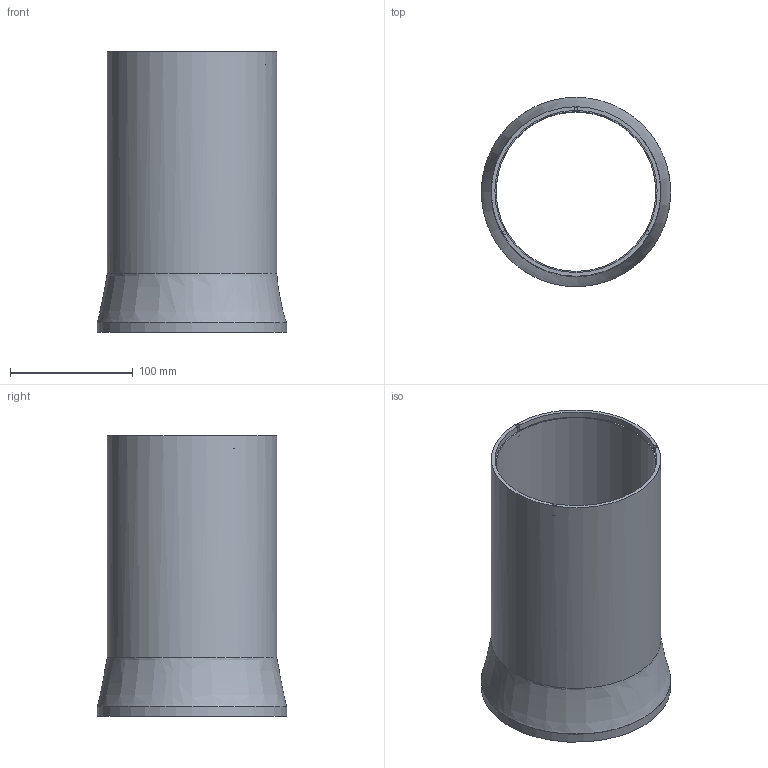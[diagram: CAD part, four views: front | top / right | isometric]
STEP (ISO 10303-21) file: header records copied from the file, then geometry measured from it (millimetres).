
FILE_DESCRIPTION(/* description */ (''),/* implementation_level */ '2;1');
FILE_NAME(/* name */ 'Tube_Segment_1_Primary.step',/* time_stamp */ '2026-01-01T11:50:30-05:00',/* author */ (''),/* organization */ (''),/* preprocessor_version */ 'ST-DEVELOPER v20.1',/* originating_system */ 'Autodesk Translation Framework v14.21.0.0',/* authorisation */ '');
FILE_SCHEMA (('AUTOMOTIVE_DESIGN { 1 0 10303 214 3 1 1 }'));
Length unit declared in the file: millimetre
Products named in the file (1): Tube_Segment_1_Primary
Bounding box: 154 x 154 x 228 mm (x, y, z)
Volume: 474860.7 mm3; surface area: 201514.3 mm2
Topology: 1 solids, 1 shells, 28 faces, 55 edges, 36 vertices
Faces by surface type: cylinder 15, plane 12, bspline 1
Full cylindrical faces by diameter (mm): 3.05 x3, 5.1 x6, 130 x1, 138 x1, 154 x1
Entity records: 1109 total; most frequent: CARTESIAN_POINT 461, DIRECTION 144, ORIENTED_EDGE 110, AXIS2_PLACEMENT_3D 63, EDGE_CURVE 55, EDGE_LOOP 37, VERTEX_POINT 36, CIRCLE 35
